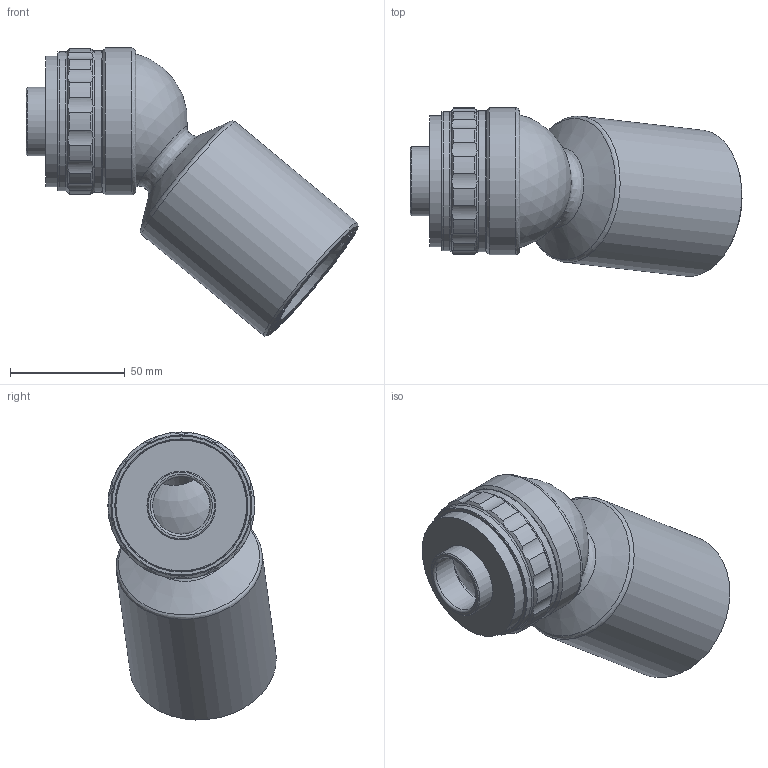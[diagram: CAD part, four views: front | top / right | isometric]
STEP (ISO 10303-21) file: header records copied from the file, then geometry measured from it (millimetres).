
FILE_DESCRIPTION(('FreeCAD Model'),'2;1');
FILE_NAME('Typ100_3D.step', '2022-09-23T12:35:57',('Author'),(''), 'Open CASCADE STEP processor 7.3','FreeCAD','Unknown');
FILE_SCHEMA(('AUTOMOTIVE_DESIGN { 1 0 10303 214 1 1 1 1 }'));
Length unit declared in the file: millimetre
Products named in the file (3): Compound001; Mu1_001; Flansch_001
Bounding box: 144.58 x 73.28 x 125.44 mm (x, y, z)
Volume: 250170.5 mm3; surface area: 84869.1 mm2
Topology: 22 solids, 22 shells, 691 faces, 1903 edges, 1257 vertices
Faces by surface type: plane 404, cylinder 247, cone 29, revolution 9, sphere 1, torus 1
Full cylindrical faces by diameter (mm): 5 x2, 10.5 x1, 24 x1, 25 x1, 30 x1, 32 x1, 38 x1, 41 x1, 54 x1, 57 x1, 57.525 x1, 58 x1, 59 x1, 60.555 x1, 61.512 x1, 64 x2
Entity records: 49384 total; most frequent: CARTESIAN_POINT 10773, DIRECTION 7406, LINE 4563, VECTOR 4563, ORIENTED_EDGE 3782, PCURVE 3782, DEFINITIONAL_REPRESENTATION 3782, EDGE_CURVE 1891
